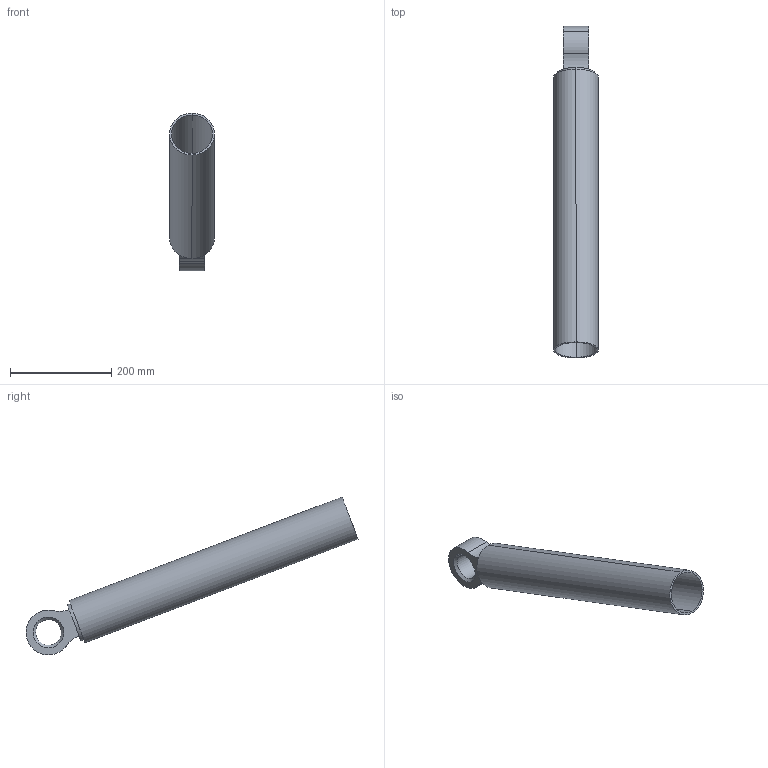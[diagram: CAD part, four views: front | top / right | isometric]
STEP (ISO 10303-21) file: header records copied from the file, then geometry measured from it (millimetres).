
FILE_DESCRIPTION (( 'STEP AP203' ), '1' );
FILE_NAME ('LeftLiftActCyl_Primary.STEP', '2023-07-27T05:56:54', ( '' ), ( '' ), 'SwSTEP 2.0', 'SolidWorks 2021', '' );
FILE_SCHEMA (( 'CONFIG_CONTROL_DESIGN' ));
Length unit declared in the file: centimetre
Products named in the file (3): LeftLiftActCyl_Primary; Part 7-7; Lift Cylinder _1_
Assembly tree (2 placements, depth 3):
  LeftLiftActCyl_Primary
    Lift Cylinder _1_
      Part 7-7
Bounding box: 88.9 x 657.24 x 312.37 mm (x, y, z)
Volume: 885664.8 mm3; surface area: 349191.8 mm2
Topology: 1 solids, 1 shells, 26 faces, 59 edges, 38 vertices
Faces by surface type: cylinder 14, plane 8, cone 4
Entity records: 1056 total; most frequent: DIRECTION 155, CARTESIAN_POINT 129, ORIENTED_EDGE 118, AXIS2_PLACEMENT_3D 64, EDGE_CURVE 59, VERTEX_POINT 38, CIRCLE 32, EDGE_LOOP 31
